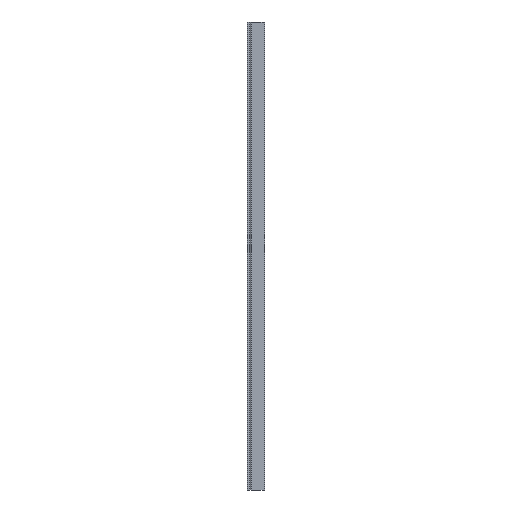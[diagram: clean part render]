
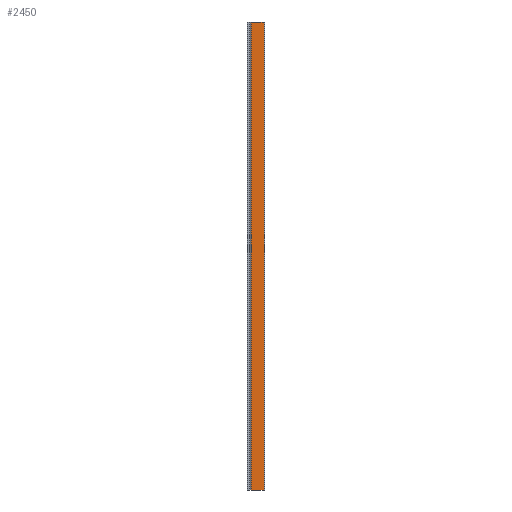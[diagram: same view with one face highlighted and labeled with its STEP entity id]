
A CAD part, left-side view. The second image highlights one B-rep face of the part: STEP entity #2450.
In plain terms, the highlighted planar face has unit normal (-1, 0, 0).
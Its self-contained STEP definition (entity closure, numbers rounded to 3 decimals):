
#288 = LINE ( 'NONE', #1246, #2178 ) ;
#406 = VERTEX_POINT ( 'NONE', #2246 ) ;
#416 = DIRECTION ( 'NONE',  ( 0., -1., 0. ) ) ;
#464 = CARTESIAN_POINT ( 'NONE',  ( -13.15, 5.479, -2000. ) ) ;
#546 = LINE ( 'NONE', #1683, #1615 ) ;
#857 = VERTEX_POINT ( 'NONE', #2221 ) ;
#895 = ORIENTED_EDGE ( 'NONE', *, *, #1015, .F. ) ;
#905 = CARTESIAN_POINT ( 'NONE',  ( -13.15, -51.2, 0. ) ) ;
#1015 = EDGE_CURVE ( 'NONE', #2577, #406, #1688, .T. ) ;
#1202 = LINE ( 'NONE', #1971, #1255 ) ;
#1227 = EDGE_CURVE ( 'NONE', #2577, #2206, #546, .T. ) ;
#1246 = CARTESIAN_POINT ( 'NONE',  ( -13.15, -48.7, 0. ) ) ;
#1252 = DIRECTION ( 'NONE',  ( 0., 0., 1. ) ) ;
#1255 = VECTOR ( 'NONE', #1973, 1000. ) ;
#1275 = FACE_OUTER_BOUND ( 'NONE', #2131, .T. ) ;
#1278 = DIRECTION ( 'NONE',  ( 0., 0., -1. ) ) ;
#1434 = CARTESIAN_POINT ( 'NONE',  ( -13.15, 5.479, 0. ) ) ;
#1615 = VECTOR ( 'NONE', #2047, 1000. ) ;
#1662 = CARTESIAN_POINT ( 'NONE',  ( -13.15, 6.937, -37.5 ) ) ;
#1683 = CARTESIAN_POINT ( 'NONE',  ( -13.15, 5.479, -37.5 ) ) ;
#1688 = LINE ( 'NONE', #905, #2648 ) ;
#1796 = EDGE_CURVE ( 'NONE', #2206, #857, #1202, .T. ) ;
#1926 = ORIENTED_EDGE ( 'NONE', *, *, #1796, .T. ) ;
#1971 = CARTESIAN_POINT ( 'NONE',  ( -13.15, 5.479, -2000. ) ) ;
#1973 = DIRECTION ( 'NONE',  ( 0., -1., 0. ) ) ;
#2047 = DIRECTION ( 'NONE',  ( 0., 0., -1. ) ) ;
#2092 = PLANE ( 'NONE',  #2122 ) ;
#2122 = AXIS2_PLACEMENT_3D ( 'NONE', #1662, #2486, #1252 ) ;
#2131 = EDGE_LOOP ( 'NONE', ( #895, #2161, #1926, #2337 ) ) ;
#2161 = ORIENTED_EDGE ( 'NONE', *, *, #1227, .T. ) ;
#2178 = VECTOR ( 'NONE', #1278, 1000. ) ;
#2206 = VERTEX_POINT ( 'NONE', #464 ) ;
#2221 = CARTESIAN_POINT ( 'NONE',  ( -13.15, -48.7, -2000. ) ) ;
#2246 = CARTESIAN_POINT ( 'NONE',  ( -13.15, -48.7, 0. ) ) ;
#2337 = ORIENTED_EDGE ( 'NONE', *, *, #2646, .F. ) ;
#2450 = ADVANCED_FACE ( 'NONE', ( #1275 ), #2092, .T. ) ;
#2486 = DIRECTION ( 'NONE',  ( -1., 0., 0. ) ) ;
#2577 = VERTEX_POINT ( 'NONE', #1434 ) ;
#2646 = EDGE_CURVE ( 'NONE', #406, #857, #288, .T. ) ;
#2648 = VECTOR ( 'NONE', #416, 1000. ) ;
